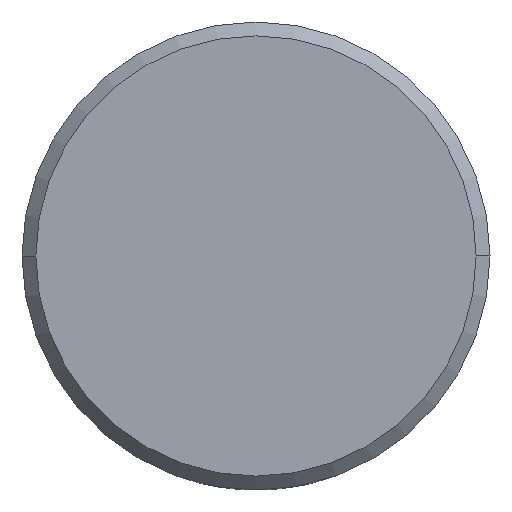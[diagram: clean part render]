
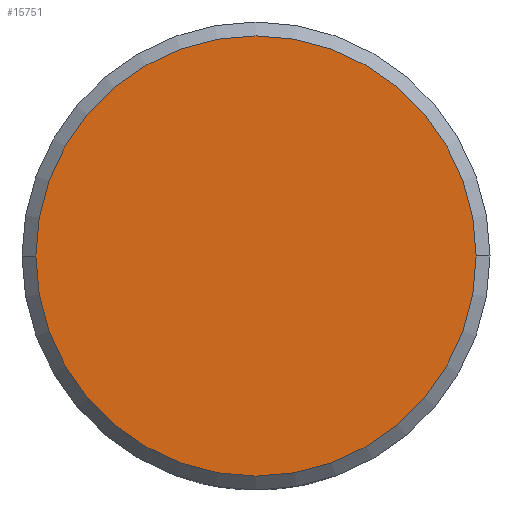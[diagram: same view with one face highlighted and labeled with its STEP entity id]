
A CAD part, front view. The second image highlights one B-rep face of the part: STEP entity #15751.
In plain terms, the highlighted planar face has unit normal (0, -1, 0).
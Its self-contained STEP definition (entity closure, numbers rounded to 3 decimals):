
#420 = AXIS2_PLACEMENT_3D ( 'NONE', #4713, #3409, #8460 ) ;
#535 = EDGE_LOOP ( 'NONE', ( #7656, #1471 ) ) ;
#1471 = ORIENTED_EDGE ( 'NONE', *, *, #10564, .F. ) ;
#1832 = CARTESIAN_POINT ( 'NONE',  ( 0., -150., 0. ) ) ;
#2265 = VERTEX_POINT ( 'NONE', #11640 ) ;
#3081 = EDGE_CURVE ( 'NONE', #2265, #15743, #6535, .T. ) ;
#3299 = CARTESIAN_POINT ( 'NONE',  ( 15.85, -150., 0. ) ) ;
#3409 = DIRECTION ( 'NONE',  ( 0., 1., 0. ) ) ;
#4713 = CARTESIAN_POINT ( 'NONE',  ( 0., -150., 0. ) ) ;
#6535 = CIRCLE ( 'NONE', #11614, 15.85 ) ;
#6729 = DIRECTION ( 'NONE',  ( -1., 0., 0. ) ) ;
#6868 = DIRECTION ( 'NONE',  ( -1., 0., 0. ) ) ;
#7656 = ORIENTED_EDGE ( 'NONE', *, *, #3081, .F. ) ;
#7828 = CIRCLE ( 'NONE', #15240, 15.85 ) ;
#8460 = DIRECTION ( 'NONE',  ( -1., 0., 0. ) ) ;
#10564 = EDGE_CURVE ( 'NONE', #15743, #2265, #7828, .T. ) ;
#10668 = DIRECTION ( 'NONE',  ( 0., 1., 0. ) ) ;
#10974 = PLANE ( 'NONE',  #420 ) ;
#11614 = AXIS2_PLACEMENT_3D ( 'NONE', #1832, #10668, #6729 ) ;
#11640 = CARTESIAN_POINT ( 'NONE',  ( -15.85, -150., 0. ) ) ;
#12175 = FACE_OUTER_BOUND ( 'NONE', #535, .T. ) ;
#14331 = DIRECTION ( 'NONE',  ( 0., 1., 0. ) ) ;
#14439 = CARTESIAN_POINT ( 'NONE',  ( 0., -150., 0. ) ) ;
#15240 = AXIS2_PLACEMENT_3D ( 'NONE', #14439, #14331, #6868 ) ;
#15743 = VERTEX_POINT ( 'NONE', #3299 ) ;
#15751 = ADVANCED_FACE ( 'NONE', ( #12175 ), #10974, .F. ) ;
